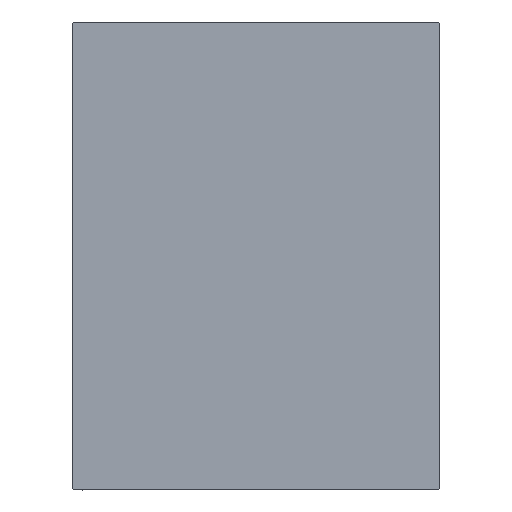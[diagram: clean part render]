
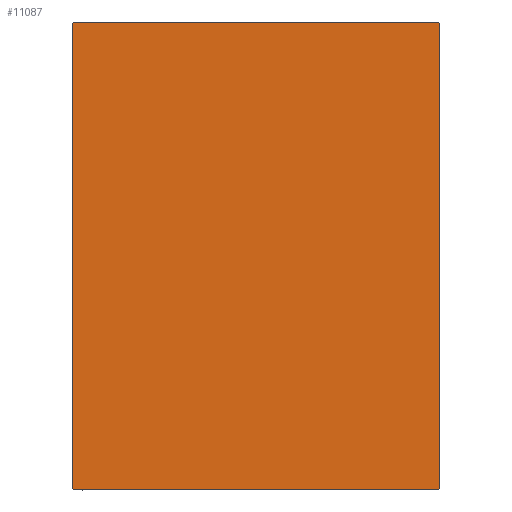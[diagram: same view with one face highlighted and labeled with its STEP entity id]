
A CAD part, left-side view. The second image highlights one B-rep face of the part: STEP entity #11087.
In plain terms, the highlighted face is planar.
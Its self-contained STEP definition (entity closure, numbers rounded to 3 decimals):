
#77 = CARTESIAN_POINT ( 'NONE',  ( 293., -62.35, 62.35 ) ) ;
#217 = EDGE_LOOP ( 'NONE', ( #11349, #1257, #32151, #11613, #32446, #29676, #34483, #37890 ) ) ;
#453 = VERTEX_POINT ( 'NONE', #35830 ) ;
#1239 = VECTOR ( 'NONE', #40703, 1000. ) ;
#1257 = ORIENTED_EDGE ( 'NONE', *, *, #37371, .T. ) ;
#1551 = LINE ( 'NONE', #30213, #37582 ) ;
#2631 = DIRECTION ( 'NONE',  ( 0., -0.707, 0.707 ) ) ;
#3395 = DIRECTION ( 'NONE',  ( 0., 0., -1. ) ) ;
#4286 = VERTEX_POINT ( 'NONE', #8359 ) ;
#4404 = VECTOR ( 'NONE', #11551, 1000. ) ;
#4637 = EDGE_CURVE ( 'NONE', #14869, #43628, #16303, .T. ) ;
#4976 = VERTEX_POINT ( 'NONE', #37965 ) ;
#5124 = CARTESIAN_POINT ( 'NONE',  ( 293., -54.7, 70. ) ) ;
#6928 = VERTEX_POINT ( 'NONE', #26936 ) ;
#7302 = AXIS2_PLACEMENT_3D ( 'NONE', #9821, #35273, #24484 ) ;
#8359 = CARTESIAN_POINT ( 'NONE',  ( 293., 54.7, -70. ) ) ;
#8380 = CARTESIAN_POINT ( 'NONE',  ( 293., 55., 70. ) ) ;
#9720 = VECTOR ( 'NONE', #26026, 1000. ) ;
#9821 = CARTESIAN_POINT ( 'NONE',  ( 293., 0., 0. ) ) ;
#11087 = ADVANCED_FACE ( 'NONE', ( #28162 ), #45151, .T. ) ;
#11349 = ORIENTED_EDGE ( 'NONE', *, *, #22416, .T. ) ;
#11545 = DIRECTION ( 'NONE',  ( 0., -0.707, -0.707 ) ) ;
#11551 = DIRECTION ( 'NONE',  ( 0., 0.707, -0.707 ) ) ;
#11613 = ORIENTED_EDGE ( 'NONE', *, *, #13375, .T. ) ;
#13375 = EDGE_CURVE ( 'NONE', #4976, #27722, #26926, .T. ) ;
#14869 = VERTEX_POINT ( 'NONE', #38728 ) ;
#15654 = LINE ( 'NONE', #42971, #4404 ) ;
#16303 = LINE ( 'NONE', #38247, #31442 ) ;
#18578 = EDGE_CURVE ( 'NONE', #37570, #14869, #21854, .T. ) ;
#20226 = LINE ( 'NONE', #41546, #28373 ) ;
#21854 = LINE ( 'NONE', #77, #43323 ) ;
#22150 = CARTESIAN_POINT ( 'NONE',  ( 293., 54.7, 70. ) ) ;
#22416 = EDGE_CURVE ( 'NONE', #453, #4286, #1551, .T. ) ;
#22767 = EDGE_CURVE ( 'NONE', #27722, #37570, #39794, .T. ) ;
#24484 = DIRECTION ( 'NONE',  ( 0., 0., -1. ) ) ;
#26026 = DIRECTION ( 'NONE',  ( 0., -1., 0. ) ) ;
#26926 = LINE ( 'NONE', #34047, #43926 ) ;
#26936 = CARTESIAN_POINT ( 'NONE',  ( 293., 55., -69.7 ) ) ;
#27722 = VERTEX_POINT ( 'NONE', #22150 ) ;
#28162 = FACE_OUTER_BOUND ( 'NONE', #217, .T. ) ;
#28373 = VECTOR ( 'NONE', #41330, 1000. ) ;
#29676 = ORIENTED_EDGE ( 'NONE', *, *, #18578, .T. ) ;
#29753 = DIRECTION ( 'NONE',  ( 0., 1., 0. ) ) ;
#30213 = CARTESIAN_POINT ( 'NONE',  ( 293., -55., -70. ) ) ;
#31442 = VECTOR ( 'NONE', #3395, 1000. ) ;
#32151 = ORIENTED_EDGE ( 'NONE', *, *, #37717, .T. ) ;
#32446 = ORIENTED_EDGE ( 'NONE', *, *, #22767, .T. ) ;
#34047 = CARTESIAN_POINT ( 'NONE',  ( 293., 62.35, 62.35 ) ) ;
#34483 = ORIENTED_EDGE ( 'NONE', *, *, #4637, .T. ) ;
#35273 = DIRECTION ( 'NONE',  ( 1., 0., 0. ) ) ;
#35830 = CARTESIAN_POINT ( 'NONE',  ( 293., -54.7, -70. ) ) ;
#37371 = EDGE_CURVE ( 'NONE', #4286, #6928, #44169, .T. ) ;
#37570 = VERTEX_POINT ( 'NONE', #5124 ) ;
#37582 = VECTOR ( 'NONE', #29753, 1000. ) ;
#37717 = EDGE_CURVE ( 'NONE', #6928, #4976, #20226, .T. ) ;
#37890 = ORIENTED_EDGE ( 'NONE', *, *, #42188, .T. ) ;
#37965 = CARTESIAN_POINT ( 'NONE',  ( 293., 55., 69.7 ) ) ;
#38247 = CARTESIAN_POINT ( 'NONE',  ( 293., -55., 70. ) ) ;
#38728 = CARTESIAN_POINT ( 'NONE',  ( 293., -55., 69.7 ) ) ;
#39794 = LINE ( 'NONE', #8380, #9720 ) ;
#40703 = DIRECTION ( 'NONE',  ( 0., 0.707, 0.707 ) ) ;
#40923 = CARTESIAN_POINT ( 'NONE',  ( 293., 62.35, -62.35 ) ) ;
#41330 = DIRECTION ( 'NONE',  ( 0., 0., 1. ) ) ;
#41546 = CARTESIAN_POINT ( 'NONE',  ( 293., 55., -70. ) ) ;
#42188 = EDGE_CURVE ( 'NONE', #43628, #453, #15654, .T. ) ;
#42971 = CARTESIAN_POINT ( 'NONE',  ( 293., -62.35, -62.35 ) ) ;
#43089 = CARTESIAN_POINT ( 'NONE',  ( 293., -55., -69.7 ) ) ;
#43323 = VECTOR ( 'NONE', #11545, 1000. ) ;
#43628 = VERTEX_POINT ( 'NONE', #43089 ) ;
#43926 = VECTOR ( 'NONE', #2631, 1000. ) ;
#44169 = LINE ( 'NONE', #40923, #1239 ) ;
#45151 = PLANE ( 'NONE',  #7302 ) ;
